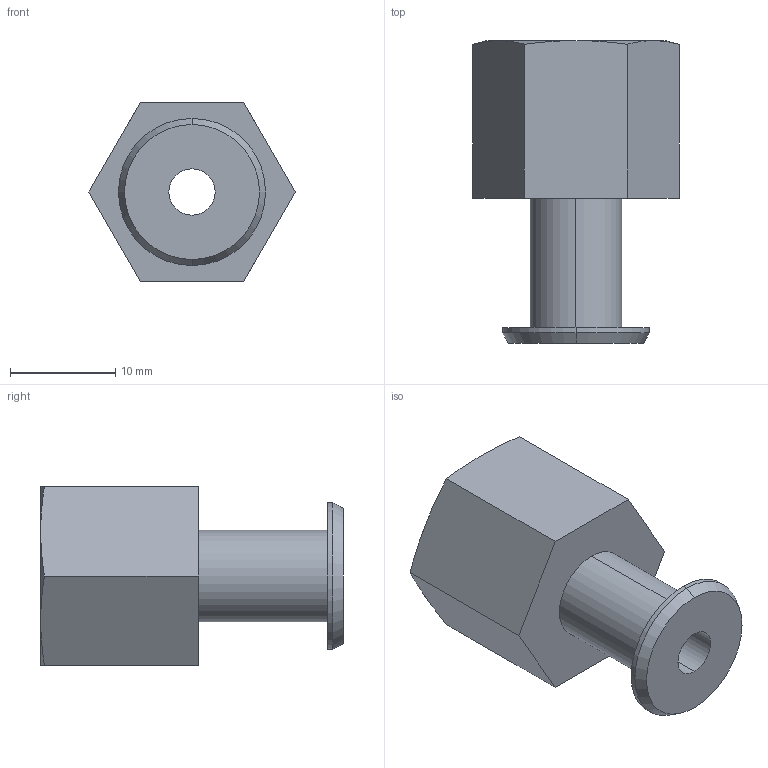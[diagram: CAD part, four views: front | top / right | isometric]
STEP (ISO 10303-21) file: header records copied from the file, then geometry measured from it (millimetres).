
FILE_DESCRIPTION(('STEP AP214'),'1');
FILE_NAME('COVAL_IF40.stp','2017-12-28T08:29:15',('TraceParts'),('TraceParts S.A.'),'Spatial InterOp 3D',' ',' ');
FILE_SCHEMA(('automotive_design'));
Length unit declared in the file: millimetre
Products named in the file (1): COVAL_IF40
Bounding box: 19.63 x 28.8 x 17 mm (x, y, z)
Volume: 3119.6 mm3; surface area: 2566.2 mm2
Topology: 1 solids, 1 shells, 30 faces, 64 edges, 38 vertices
Faces by surface type: cone 12, plane 10, cylinder 8
Entity records: 1078 total; most frequent: CARTESIAN_POINT 173, DIRECTION 140, ORIENTED_EDGE 128, EDGE_CURVE 64, AXIS2_PLACEMENT_3D 57, VERTEX_POINT 38, EDGE_LOOP 34, STYLED_ITEM 30
